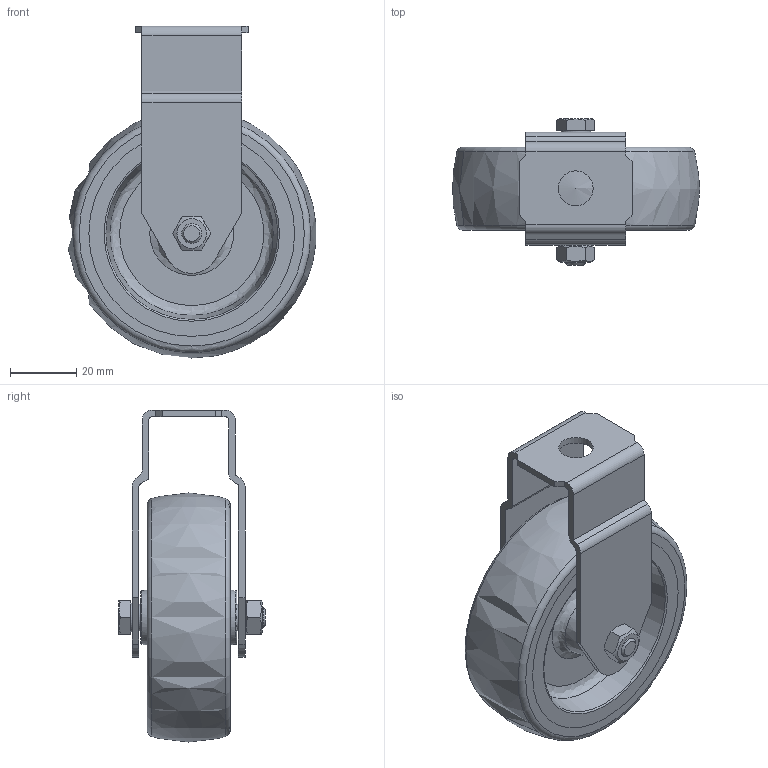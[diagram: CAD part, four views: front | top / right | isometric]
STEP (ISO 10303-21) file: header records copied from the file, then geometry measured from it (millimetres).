
FILE_DESCRIPTION((''),'2;1');
FILE_NAME('507508_1.iam.stp','2010-09-05T10:38:29',(''),(''),'Autodesk Inventor 2010','Autodesk Inventor 2010','');
FILE_SCHEMA(('AUTOMOTIVE_DESIGN { 1 0 10303 214 1 1 1 1 }'));
Length unit declared in the file: millimetre
Products named in the file (7): 507508_1; 507508-nosič; 507508-obruč; 507508-ráfek; 507508-vložka; DIN 931-1 - nahrazený DIN EN 24014 M6 x 40; DIN EN 24032 M6
Assembly tree (6 placements, depth 2):
  507508_1
    507508-nosič
    507508-obruč
    507508-ráfek
    507508-vložka
    DIN 931-1 - nahrazený DIN EN 24014 M6 x 40
    DIN EN 24032 M6
Bounding box: 74.61 x 44 x 100 mm (x, y, z)
Volume: 83541.7 mm3; surface area: 41017 mm2
Topology: 6 solids, 6 shells, 115 faces, 259 edges, 166 vertices
Faces by surface type: plane 50, cylinder 24, bspline 17, cone 17, torus 6, sphere 1
Full cylindrical faces by diameter (mm): 6 x1, 6.2 x1, 6.4 x1, 8 x1, 8.4 x1, 8.9 x1, 60 x2, 62 x4
Entity records: 3422 total; most frequent: CARTESIAN_POINT 829, DIRECTION 506, ORIENTED_EDGE 438, EDGE_CURVE 219, AXIS2_PLACEMENT_3D 200, EDGE_LOOP 176, VERTEX_POINT 163, FACE_OUTER_BOUND 115
